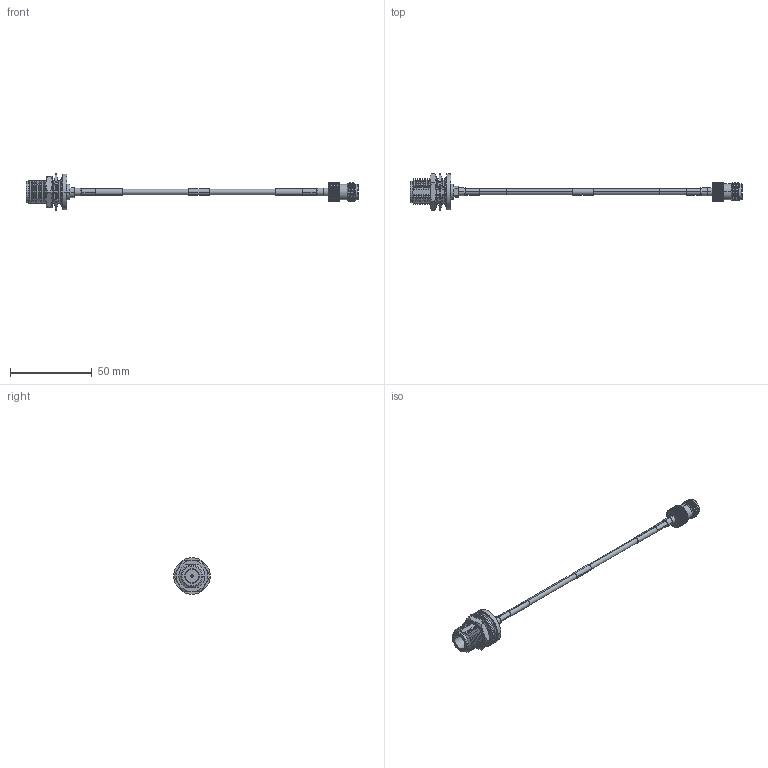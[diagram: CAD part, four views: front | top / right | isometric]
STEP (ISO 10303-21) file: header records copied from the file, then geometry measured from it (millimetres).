
FILE_DESCRIPTION (( 'STEP AP214' ), '1' );
FILE_NAME ('LCCA30524_3D.STEP', '2020-05-11T15:56:40', ( '' ), ( '' ), 'SwSTEP 2.0', 'SolidWorks 2018', '' );
FILE_SCHEMA (( 'AUTOMOTIVE_DESIGN' ));
Length unit declared in the file: inch
Products named in the file (6): LCCN3067; LCCN3057___; LCCA30524_3D; 1AW01-003_.152 ID; LC141TBJ (141 Formable with HeatShrink); LC141TBJ-PROD
Assembly tree (7 placements, depth 3):
  LCCA30524_3D
    LC141TBJ-PROD
      LC141TBJ (141 Formable with HeatShrink)
      1AW01-003_.152 ID  x3
    LCCN3057___
    LCCN3067
Bounding box: 203.38 x 22.35 x 22.35 mm (x, y, z)
Volume: 8272.4 mm3; surface area: 9957.2 mm2
Topology: 12 solids, 13 shells, 2059 faces, 4540 edges, 2524 vertices
Faces by surface type: bspline 1283, cylinder 427, plane 193, cone 148, torus 8
Entity records: 73064 total; most frequent: CARTESIAN_POINT 41868, ORIENTED_EDGE 9032, EDGE_CURVE 4516, DIRECTION 3047, VERTEX_POINT 2508, EDGE_LOOP 2076, FACE_OUTER_BOUND 2047, ADVANCED_FACE 2047
